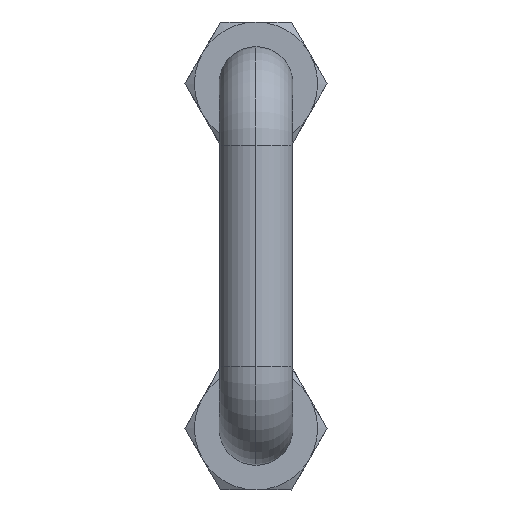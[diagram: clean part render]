
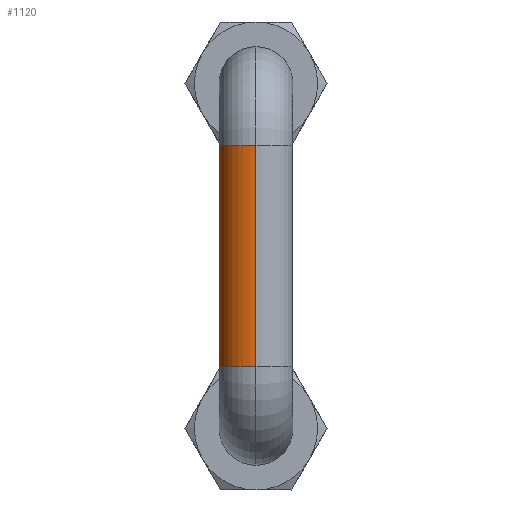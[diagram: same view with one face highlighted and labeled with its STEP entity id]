
A CAD part, left-side view. The second image highlights one B-rep face of the part: STEP entity #1120.
In plain terms, the highlighted cylindrical face has radius 3 mm (diameter 6 mm), a partial arc.
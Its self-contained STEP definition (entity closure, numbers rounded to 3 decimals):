
#44 = AXIS2_PLACEMENT_3D ( 'NONE', #2327, #373, #1344 ) ;
#93 = CARTESIAN_POINT ( 'NONE',  ( 0., 0., 9. ) ) ;
#152 = EDGE_CURVE ( 'NONE', #1718, #395, #306, .T. ) ;
#174 = CARTESIAN_POINT ( 'NONE',  ( -3., 0., -9. ) ) ;
#261 = CARTESIAN_POINT ( 'NONE',  ( 3., 0., -9. ) ) ;
#305 = CARTESIAN_POINT ( 'NONE',  ( 3., 0., -9. ) ) ;
#306 = LINE ( 'NONE', #305, #1147 ) ;
#373 = DIRECTION ( 'NONE',  ( 0., 0., -1. ) ) ;
#395 = VERTEX_POINT ( 'NONE', #1325 ) ;
#540 = EDGE_LOOP ( 'NONE', ( #1009, #608, #2486, #1148 ) ) ;
#561 = VECTOR ( 'NONE', #1520, 1000. ) ;
#574 = CARTESIAN_POINT ( 'NONE',  ( 0., 0., -9. ) ) ;
#608 = ORIENTED_EDGE ( 'NONE', *, *, #1063, .T. ) ;
#665 = DIRECTION ( 'NONE',  ( 0., 0., 1. ) ) ;
#689 = DIRECTION ( 'NONE',  ( -1., 0., 0. ) ) ;
#742 = CIRCLE ( 'NONE', #1303, 3. ) ;
#1009 = ORIENTED_EDGE ( 'NONE', *, *, #2420, .F. ) ;
#1012 = VERTEX_POINT ( 'NONE', #2037 ) ;
#1026 = CYLINDRICAL_SURFACE ( 'NONE', #1647, 3. ) ;
#1063 = EDGE_CURVE ( 'NONE', #2027, #1012, #1611, .T. ) ;
#1120 = ADVANCED_FACE ( 'NONE', ( #2385 ), #1026, .T. ) ;
#1147 = VECTOR ( 'NONE', #665, 1000. ) ;
#1148 = ORIENTED_EDGE ( 'NONE', *, *, #152, .F. ) ;
#1303 = AXIS2_PLACEMENT_3D ( 'NONE', #93, #2072, #689 ) ;
#1325 = CARTESIAN_POINT ( 'NONE',  ( 3., 0., 9. ) ) ;
#1344 = DIRECTION ( 'NONE',  ( -1., 0., 0. ) ) ;
#1353 = DIRECTION ( 'NONE',  ( 0., 0., 1. ) ) ;
#1520 = DIRECTION ( 'NONE',  ( 0., 0., 1. ) ) ;
#1611 = LINE ( 'NONE', #2438, #561 ) ;
#1647 = AXIS2_PLACEMENT_3D ( 'NONE', #574, #1353, #2356 ) ;
#1718 = VERTEX_POINT ( 'NONE', #261 ) ;
#1726 = EDGE_CURVE ( 'NONE', #1012, #395, #742, .T. ) ;
#1920 = CIRCLE ( 'NONE', #44, 3. ) ;
#2027 = VERTEX_POINT ( 'NONE', #174 ) ;
#2037 = CARTESIAN_POINT ( 'NONE',  ( -3., 0., 9. ) ) ;
#2072 = DIRECTION ( 'NONE',  ( 0., 0., -1. ) ) ;
#2327 = CARTESIAN_POINT ( 'NONE',  ( 0., 0., -9. ) ) ;
#2356 = DIRECTION ( 'NONE',  ( 1., 0., 0. ) ) ;
#2385 = FACE_OUTER_BOUND ( 'NONE', #540, .T. ) ;
#2420 = EDGE_CURVE ( 'NONE', #2027, #1718, #1920, .T. ) ;
#2438 = CARTESIAN_POINT ( 'NONE',  ( -3., 0., -9. ) ) ;
#2486 = ORIENTED_EDGE ( 'NONE', *, *, #1726, .T. ) ;
